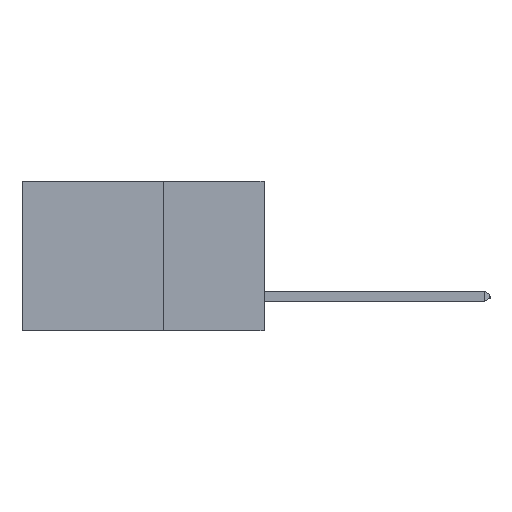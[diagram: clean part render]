
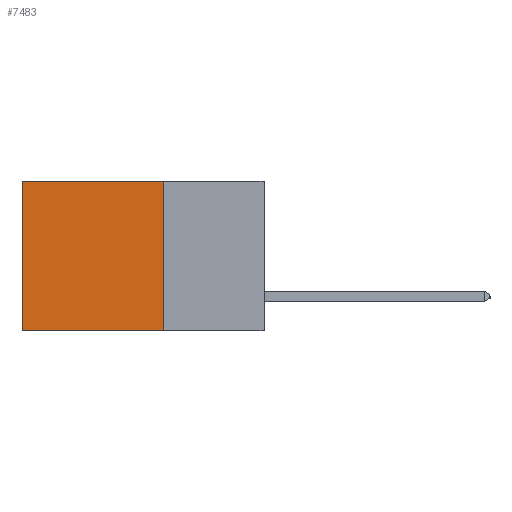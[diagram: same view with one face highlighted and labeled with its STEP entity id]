
A CAD part, left-side view. The second image highlights one B-rep face of the part: STEP entity #7483.
In plain terms, the highlighted planar face has unit normal (-1, 0, 0).
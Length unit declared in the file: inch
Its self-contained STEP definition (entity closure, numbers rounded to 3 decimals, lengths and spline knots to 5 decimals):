
#32 = CARTESIAN_POINT ( 'NONE',  ( 0.298, 0.6, 0. ) ) ;
#108 = ORIENTED_EDGE ( 'NONE', *, *, #2441, .T. ) ;
#677 = CARTESIAN_POINT ( 'NONE',  ( 0.298, 0.6, 0. ) ) ;
#808 = DIRECTION ( 'NONE',  ( 0., 1., 0. ) ) ;
#930 = VERTEX_POINT ( 'NONE', #6718 ) ;
#1001 = DIRECTION ( 'NONE',  ( 0., 1., 0. ) ) ;
#1302 = EDGE_LOOP ( 'NONE', ( #108, #5302, #10925, #4294 ) ) ;
#1596 = LINE ( 'NONE', #677, #5909 ) ;
#1661 = VECTOR ( 'NONE', #8417, 39.37008 ) ;
#1751 = LINE ( 'NONE', #10596, #10943 ) ;
#1843 = DIRECTION ( 'NONE',  ( 0., 0., -1. ) ) ;
#2154 = EDGE_CURVE ( 'NONE', #5959, #4031, #1751, .T. ) ;
#2316 = DIRECTION ( 'NONE',  ( 0., 0., -1. ) ) ;
#2441 = EDGE_CURVE ( 'NONE', #4031, #930, #1596, .T. ) ;
#3827 = LINE ( 'NONE', #6105, #1661 ) ;
#4031 = VERTEX_POINT ( 'NONE', #32 ) ;
#4081 = AXIS2_PLACEMENT_3D ( 'NONE', #5500, #7371, #1843 ) ;
#4294 = ORIENTED_EDGE ( 'NONE', *, *, #2154, .T. ) ;
#5302 = ORIENTED_EDGE ( 'NONE', *, *, #9466, .F. ) ;
#5500 = CARTESIAN_POINT ( 'NONE',  ( 0.298, 0.25, 0. ) ) ;
#5739 = CARTESIAN_POINT ( 'NONE',  ( 0.298, 0.25, 0. ) ) ;
#5745 = EDGE_CURVE ( 'NONE', #5959, #7465, #3827, .T. ) ;
#5909 = VECTOR ( 'NONE', #2316, 39.37008 ) ;
#5959 = VERTEX_POINT ( 'NONE', #5739 ) ;
#6050 = FACE_OUTER_BOUND ( 'NONE', #1302, .T. ) ;
#6105 = CARTESIAN_POINT ( 'NONE',  ( 0.298, 0.25, 0. ) ) ;
#6437 = PLANE ( 'NONE',  #4081 ) ;
#6587 = LINE ( 'NONE', #9124, #6871 ) ;
#6718 = CARTESIAN_POINT ( 'NONE',  ( 0.298, 0.6, -0.37 ) ) ;
#6871 = VECTOR ( 'NONE', #1001, 39.37008 ) ;
#7371 = DIRECTION ( 'NONE',  ( 1., 0., 0. ) ) ;
#7465 = VERTEX_POINT ( 'NONE', #11540 ) ;
#7483 = ADVANCED_FACE ( 'NONE', ( #6050 ), #6437, .F. ) ;
#8417 = DIRECTION ( 'NONE',  ( 0., 0., -1. ) ) ;
#9124 = CARTESIAN_POINT ( 'NONE',  ( 0.298, 0.25, -0.37 ) ) ;
#9466 = EDGE_CURVE ( 'NONE', #7465, #930, #6587, .T. ) ;
#10596 = CARTESIAN_POINT ( 'NONE',  ( 0.298, 0.25, 0. ) ) ;
#10925 = ORIENTED_EDGE ( 'NONE', *, *, #5745, .F. ) ;
#10943 = VECTOR ( 'NONE', #808, 39.37008 ) ;
#11540 = CARTESIAN_POINT ( 'NONE',  ( 0.298, 0.25, -0.37 ) ) ;
